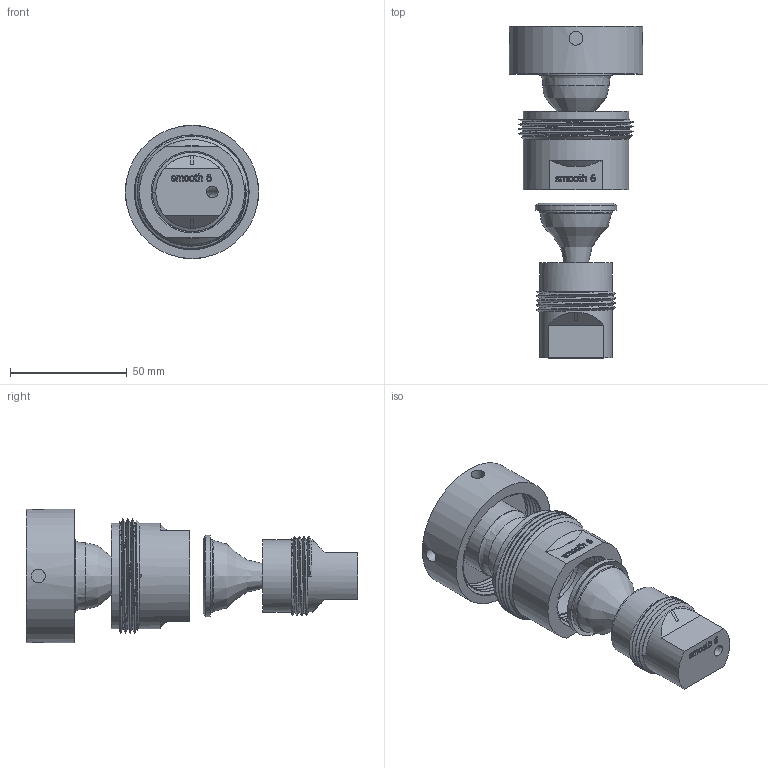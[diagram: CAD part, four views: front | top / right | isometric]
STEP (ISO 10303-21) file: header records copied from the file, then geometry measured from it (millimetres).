
FILE_DESCRIPTION(/* description */ (''),/* implementation_level */ '2;1');
FILE_NAME(/* name */ 'Molds_bellows_smooth_threads.stp',/* time_stamp */ '2024-08-22T16:00:03+02:00',/* author */ ('ak-stelzer'),/* organization */ (''),/* preprocessor_version */ 'ST-DEVELOPER v19.2',/* originating_system */ 'Autodesk Inventor 2023',/* authorisation */ '');
FILE_SCHEMA (('AUTOMOTIVE_DESIGN { 1 0 10303 214 3 1 1 }','TECHNICAL_DATA_PACKAGING','PROCESS_PLANNING_SCHEMA','AP242_MANAGED_MODEL_BASED_3D_ENGINEERING_MIM_LF { 1 0 10303 442 3 1 4 }'));
Length unit declared in the file: millimetre
Products named in the file (1): Molds_bellows_smooth_threads_figures_for_paper
Bounding box: 57 x 141.94 x 57 mm (x, y, z)
Volume: 98721 mm3; surface area: 39152.1 mm2
Topology: 4 solids, 4 shells, 520 faces, 1392 edges, 916 vertices
Faces by surface type: bspline 269, plane 177, cylinder 48, cone 26
Full cylindrical faces by diameter (mm): 1 x1, 5.95 x4, 10.5 x2, 30.8 x1, 31 x8, 31.1 x1, 31.7 x4, 33.8 x3, 34.2 x3, 35 x2, 45 x2, 48.8 x2, 49.34 x4, 57 x1
Entity records: 29501 total; most frequent: CARTESIAN_POINT 18351, ORIENTED_EDGE 2784, EDGE_CURVE 1392, DIRECTION 1377, VERTEX_POINT 916, LINE 679, VECTOR 679, B_SPLINE_CURVE_WITH_KNOTS 608
